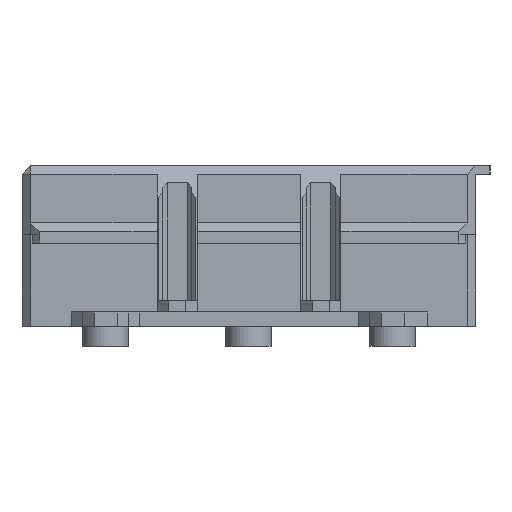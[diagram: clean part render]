
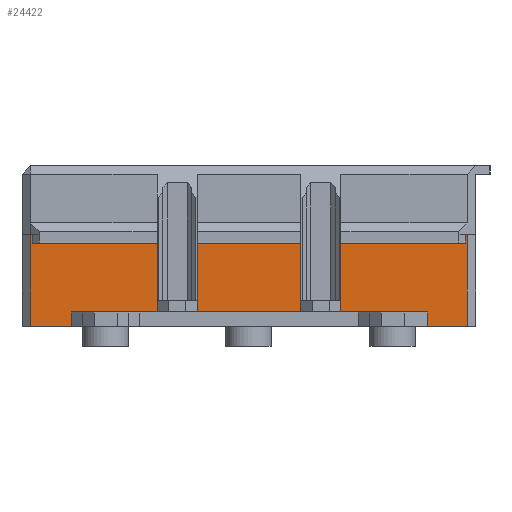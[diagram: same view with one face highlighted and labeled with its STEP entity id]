
A CAD part, left-side view. The second image highlights one B-rep face of the part: STEP entity #24422.
In plain terms, the highlighted free-form (B-spline) face has degree [1, 1] with [2, 2] control points.
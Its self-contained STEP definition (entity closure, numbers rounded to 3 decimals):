
#23796 = VERTEX_POINT('',#23797);
#23797 = CARTESIAN_POINT('',(-434.574,96.767,
    41.265));
#23810 = VERTEX_POINT('',#23811);
#23811 = CARTESIAN_POINT('',(-434.574,96.767,0.));
#23816 = EDGE_CURVE('',#23796,#23810,#23817,.T.);
#23817 = B_SPLINE_CURVE_WITH_KNOTS('',1,(#23818,#23819),.UNSPECIFIED.,
  .F.,.F.,(2,2),(-16.,16.),.PIECEWISE_BEZIER_KNOTS.);
#23818 = CARTESIAN_POINT('',(-434.574,96.767,
    41.265));
#23819 = CARTESIAN_POINT('',(-434.574,96.767,0.));
#23944 = VERTEX_POINT('',#23945);
#23945 = CARTESIAN_POINT('',(-434.574,-99.243,0.));
#23950 = EDGE_CURVE('',#23944,#23951,#23953,.T.);
#23951 = VERTEX_POINT('',#23952);
#23952 = CARTESIAN_POINT('',(-434.574,-81.321,0.));
#23953 = B_SPLINE_CURVE_WITH_KNOTS('',1,(#23954,#23955),.UNSPECIFIED.,
  .F.,.F.,(2,2),(-36.5,-22.602),.PIECEWISE_BEZIER_KNOTS.);
#23954 = CARTESIAN_POINT('',(-434.574,-99.243,0.));
#23955 = CARTESIAN_POINT('',(-434.574,-81.321,0.));
#24063 = VERTEX_POINT('',#24064);
#24064 = CARTESIAN_POINT('',(-434.574,78.579,0.));
#24069 = EDGE_CURVE('',#24063,#23810,#24070,.T.);
#24070 = B_SPLINE_CURVE_WITH_KNOTS('',1,(#24071,#24072),.UNSPECIFIED.,
  .F.,.F.,(2,2),(101.396,115.5),.PIECEWISE_BEZIER_KNOTS.);
#24071 = CARTESIAN_POINT('',(-434.574,78.579,0.));
#24072 = CARTESIAN_POINT('',(-434.574,96.767,0.));
#24407 = VERTEX_POINT('',#24408);
#24408 = CARTESIAN_POINT('',(-434.574,-99.243,
    41.265));
#24413 = EDGE_CURVE('',#23944,#24407,#24414,.T.);
#24414 = B_SPLINE_CURVE_WITH_KNOTS('',1,(#24415,#24416),.UNSPECIFIED.,
  .F.,.F.,(2,2),(-16.,16.),.PIECEWISE_BEZIER_KNOTS.);
#24415 = CARTESIAN_POINT('',(-434.574,-99.243,0.));
#24416 = CARTESIAN_POINT('',(-434.574,-99.243,
    41.265));
#24422 = ADVANCED_FACE('',(#24423),#24453,.F.);
#24423 = FACE_BOUND('',#24424,.T.);
#24424 = EDGE_LOOP('',(#24425,#24426,#24427,#24434,#24441,#24446,#24447,
    #24448));
#24425 = ORIENTED_EDGE('',*,*,#23816,.T.);
#24426 = ORIENTED_EDGE('',*,*,#24069,.F.);
#24427 = ORIENTED_EDGE('',*,*,#24428,.T.);
#24428 = EDGE_CURVE('',#24063,#24429,#24431,.T.);
#24429 = VERTEX_POINT('',#24430);
#24430 = CARTESIAN_POINT('',(-434.574,78.579,
    6.448));
#24431 = B_SPLINE_CURVE_WITH_KNOTS('',1,(#24432,#24433),.UNSPECIFIED.,
  .F.,.F.,(2,2),(-18.5,-13.5),.PIECEWISE_BEZIER_KNOTS.);
#24432 = CARTESIAN_POINT('',(-434.574,78.579,0.));
#24433 = CARTESIAN_POINT('',(-434.574,78.579,
    6.448));
#24434 = ORIENTED_EDGE('',*,*,#24435,.F.);
#24435 = EDGE_CURVE('',#24436,#24429,#24438,.T.);
#24436 = VERTEX_POINT('',#24437);
#24437 = CARTESIAN_POINT('',(-434.574,-81.321,
    6.448));
#24438 = B_SPLINE_CURVE_WITH_KNOTS('',1,(#24439,#24440),.UNSPECIFIED.,
  .F.,.F.,(2,2),(-51.102,72.896),.PIECEWISE_BEZIER_KNOTS.);
#24439 = CARTESIAN_POINT('',(-434.574,-81.321,
    6.448));
#24440 = CARTESIAN_POINT('',(-434.574,78.579,
    6.448));
#24441 = ORIENTED_EDGE('',*,*,#24442,.T.);
#24442 = EDGE_CURVE('',#24436,#23951,#24443,.T.);
#24443 = B_SPLINE_CURVE_WITH_KNOTS('',1,(#24444,#24445),.UNSPECIFIED.,
  .F.,.F.,(2,2),(13.5,18.5),.PIECEWISE_BEZIER_KNOTS.);
#24444 = CARTESIAN_POINT('',(-434.574,-81.321,
    6.448));
#24445 = CARTESIAN_POINT('',(-434.574,-81.321,0.));
#24446 = ORIENTED_EDGE('',*,*,#23950,.F.);
#24447 = ORIENTED_EDGE('',*,*,#24413,.T.);
#24448 = ORIENTED_EDGE('',*,*,#24449,.F.);
#24449 = EDGE_CURVE('',#23796,#24407,#24450,.T.);
#24450 = B_SPLINE_CURVE_WITH_KNOTS('',1,(#24451,#24452),.UNSPECIFIED.,
  .F.,.F.,(2,2),(-115.5,36.5),.PIECEWISE_BEZIER_KNOTS.);
#24451 = CARTESIAN_POINT('',(-434.574,96.767,
    41.265));
#24452 = CARTESIAN_POINT('',(-434.574,-99.243,
    41.265));
#24453 = B_SPLINE_SURFACE_WITH_KNOTS('',1,1,(
    (#24454,#24455)
    ,(#24456,#24457
    )),.UNSPECIFIED.,.F.,.F.,.F.,(2,2),(2,2),(0.,32.),(3.,155.),
  .PIECEWISE_BEZIER_KNOTS.);
#24454 = CARTESIAN_POINT('',(-434.574,-99.243,
    41.265));
#24455 = CARTESIAN_POINT('',(-434.574,96.767,
    41.265));
#24456 = CARTESIAN_POINT('',(-434.574,-99.243,0.));
#24457 = CARTESIAN_POINT('',(-434.574,96.767,0.));
